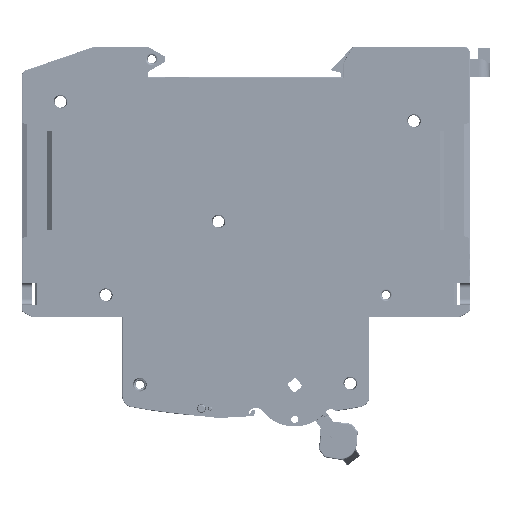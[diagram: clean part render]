
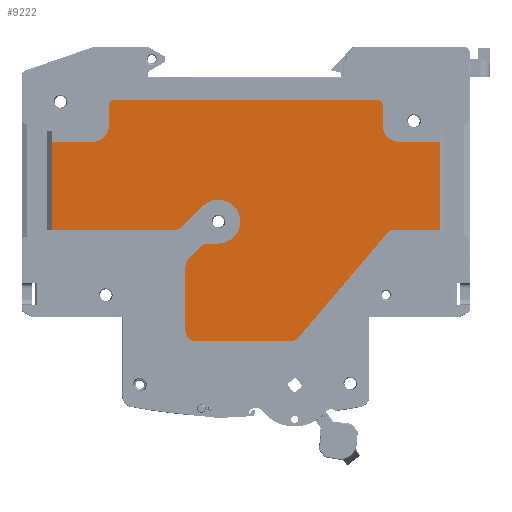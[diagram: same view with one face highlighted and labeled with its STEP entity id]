
A CAD part, front view. The second image highlights one B-rep face of the part: STEP entity #9222.
In plain terms, the highlighted face is planar.
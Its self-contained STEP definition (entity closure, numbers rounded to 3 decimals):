
#5808=FACE_OUTER_BOUND('',#15250,.T.);
#9222=ADVANCED_FACE('',(#5808),#12204,.T.);
#12204=PLANE('',#69522);
#15250=EDGE_LOOP('',(#26781,#26782,#26783,#26784,#26785,#26786,#26787,#26788,
#26789,#26790,#26791,#26792,#26793,#26794,#26795,#26796,#26797,#26798,#26799,
#26800,#26801,#26802,#26803,#26804,#26805,#26806));
#18606=CIRCLE('',#69511,2.);
#18607=CIRCLE('',#69512,4.);
#18608=CIRCLE('',#69513,2.);
#18609=CIRCLE('',#69514,2.);
#18610=CIRCLE('',#69515,2.);
#18611=CIRCLE('',#69516,2.);
#18612=CIRCLE('',#69517,2.);
#18613=CIRCLE('',#69518,3.);
#18614=CIRCLE('',#69519,1.);
#18615=CIRCLE('',#69520,1.);
#18616=CIRCLE('',#69521,3.);
#26781=ORIENTED_EDGE('',*,*,#48686,.T.);
#26782=ORIENTED_EDGE('',*,*,#48687,.T.);
#26783=ORIENTED_EDGE('',*,*,#48688,.T.);
#26784=ORIENTED_EDGE('',*,*,#48689,.T.);
#26785=ORIENTED_EDGE('',*,*,#48690,.T.);
#26786=ORIENTED_EDGE('',*,*,#48691,.T.);
#26787=ORIENTED_EDGE('',*,*,#48692,.T.);
#26788=ORIENTED_EDGE('',*,*,#48693,.T.);
#26789=ORIENTED_EDGE('',*,*,#48694,.T.);
#26790=ORIENTED_EDGE('',*,*,#48695,.T.);
#26791=ORIENTED_EDGE('',*,*,#48696,.T.);
#26792=ORIENTED_EDGE('',*,*,#48697,.T.);
#26793=ORIENTED_EDGE('',*,*,#48698,.T.);
#26794=ORIENTED_EDGE('',*,*,#48699,.T.);
#26795=ORIENTED_EDGE('',*,*,#48700,.T.);
#26796=ORIENTED_EDGE('',*,*,#48701,.T.);
#26797=ORIENTED_EDGE('',*,*,#48702,.T.);
#26798=ORIENTED_EDGE('',*,*,#48703,.T.);
#26799=ORIENTED_EDGE('',*,*,#48704,.T.);
#26800=ORIENTED_EDGE('',*,*,#48705,.T.);
#26801=ORIENTED_EDGE('',*,*,#48706,.T.);
#26802=ORIENTED_EDGE('',*,*,#48707,.T.);
#26803=ORIENTED_EDGE('',*,*,#48708,.T.);
#26804=ORIENTED_EDGE('',*,*,#48709,.T.);
#26805=ORIENTED_EDGE('',*,*,#48710,.T.);
#26806=ORIENTED_EDGE('',*,*,#48685,.T.);
#41454=VERTEX_POINT('',#102992);
#41455=VERTEX_POINT('',#102994);
#41456=VERTEX_POINT('',#102998);
#41457=VERTEX_POINT('',#103000);
#41458=VERTEX_POINT('',#103002);
#41459=VERTEX_POINT('',#103004);
#41460=VERTEX_POINT('',#103006);
#41461=VERTEX_POINT('',#103008);
#41462=VERTEX_POINT('',#103010);
#41463=VERTEX_POINT('',#103012);
#41464=VERTEX_POINT('',#103014);
#41465=VERTEX_POINT('',#103016);
#41466=VERTEX_POINT('',#103018);
#41467=VERTEX_POINT('',#103020);
#41468=VERTEX_POINT('',#103022);
#41469=VERTEX_POINT('',#103024);
#41470=VERTEX_POINT('',#103026);
#41471=VERTEX_POINT('',#103028);
#41472=VERTEX_POINT('',#103030);
#41473=VERTEX_POINT('',#103032);
#41474=VERTEX_POINT('',#103034);
#41475=VERTEX_POINT('',#103036);
#41476=VERTEX_POINT('',#103038);
#41477=VERTEX_POINT('',#103040);
#41478=VERTEX_POINT('',#103042);
#41479=VERTEX_POINT('',#103044);
#48685=EDGE_CURVE('',#41454,#41455,#56656,.T.);
#48686=EDGE_CURVE('',#41455,#41456,#56657,.T.);
#48687=EDGE_CURVE('',#41456,#41457,#18606,.T.);
#48688=EDGE_CURVE('',#41457,#41458,#56658,.T.);
#48689=EDGE_CURVE('',#41458,#41459,#18607,.T.);
#48690=EDGE_CURVE('',#41459,#41460,#56659,.T.);
#48691=EDGE_CURVE('',#41460,#41461,#18608,.T.);
#48692=EDGE_CURVE('',#41461,#41462,#56660,.T.);
#48693=EDGE_CURVE('',#41462,#41463,#18609,.T.);
#48694=EDGE_CURVE('',#41463,#41464,#56661,.T.);
#48695=EDGE_CURVE('',#41464,#41465,#18610,.T.);
#48696=EDGE_CURVE('',#41465,#41466,#56662,.T.);
#48697=EDGE_CURVE('',#41466,#41467,#18611,.T.);
#48698=EDGE_CURVE('',#41467,#41468,#56663,.T.);
#48699=EDGE_CURVE('',#41468,#41469,#18612,.T.);
#48700=EDGE_CURVE('',#41469,#41470,#56664,.T.);
#48701=EDGE_CURVE('',#41470,#41471,#56665,.T.);
#48702=EDGE_CURVE('',#41471,#41472,#56666,.T.);
#48703=EDGE_CURVE('',#41472,#41473,#18613,.T.);
#48704=EDGE_CURVE('',#41473,#41474,#56667,.T.);
#48705=EDGE_CURVE('',#41474,#41475,#18614,.T.);
#48706=EDGE_CURVE('',#41475,#41476,#56668,.T.);
#48707=EDGE_CURVE('',#41476,#41477,#18615,.T.);
#48708=EDGE_CURVE('',#41477,#41478,#56669,.T.);
#48709=EDGE_CURVE('',#41478,#41479,#18616,.T.);
#48710=EDGE_CURVE('',#41479,#41454,#56670,.T.);
#56656=LINE('',#102995,#63139);
#56657=LINE('',#102997,#63140);
#56658=LINE('',#103001,#63141);
#56659=LINE('',#103005,#63142);
#56660=LINE('',#103009,#63143);
#56661=LINE('',#103013,#63144);
#56662=LINE('',#103017,#63145);
#56663=LINE('',#103021,#63146);
#56664=LINE('',#103025,#63147);
#56665=LINE('',#103027,#63148);
#56666=LINE('',#103029,#63149);
#56667=LINE('',#103033,#63150);
#56668=LINE('',#103037,#63151);
#56669=LINE('',#103041,#63152);
#56670=LINE('',#103045,#63153);
#63139=VECTOR('',#80007,1.);
#63140=VECTOR('',#80010,1.);
#63141=VECTOR('',#80013,1.);
#63142=VECTOR('',#80016,1.);
#63143=VECTOR('',#80019,1.);
#63144=VECTOR('',#80022,1.);
#63145=VECTOR('',#80025,1.);
#63146=VECTOR('',#80028,1.);
#63147=VECTOR('',#80031,1.);
#63148=VECTOR('',#80032,1.);
#63149=VECTOR('',#80033,1.);
#63150=VECTOR('',#80036,1.);
#63151=VECTOR('',#80039,1.);
#63152=VECTOR('',#80042,1.);
#63153=VECTOR('',#80045,1.);
#69511=AXIS2_PLACEMENT_3D('',#102999,#80011,#80012);
#69512=AXIS2_PLACEMENT_3D('',#103003,#80014,#80015);
#69513=AXIS2_PLACEMENT_3D('',#103007,#80017,#80018);
#69514=AXIS2_PLACEMENT_3D('',#103011,#80020,#80021);
#69515=AXIS2_PLACEMENT_3D('',#103015,#80023,#80024);
#69516=AXIS2_PLACEMENT_3D('',#103019,#80026,#80027);
#69517=AXIS2_PLACEMENT_3D('',#103023,#80029,#80030);
#69518=AXIS2_PLACEMENT_3D('',#103031,#80034,#80035);
#69519=AXIS2_PLACEMENT_3D('',#103035,#80037,#80038);
#69520=AXIS2_PLACEMENT_3D('',#103039,#80040,#80041);
#69521=AXIS2_PLACEMENT_3D('',#103043,#80043,#80044);
#69522=AXIS2_PLACEMENT_3D('',#103046,#80046,#80047);
#80007=DIRECTION('',(0.,0.,-1.));
#80010=DIRECTION('',(-1.,0.,0.));
#80011=DIRECTION('',(0.,1.,0.));
#80012=DIRECTION('',(0.,0.,-1.));
#80013=DIRECTION('',(-0.707,0.,0.707));
#80014=DIRECTION('',(0.,-1.,0.));
#80015=DIRECTION('',(0.707,0.,0.707));
#80016=DIRECTION('',(1.,0.,0.));
#80017=DIRECTION('',(0.,1.,0.));
#80018=DIRECTION('',(0.,0.,1.));
#80019=DIRECTION('',(0.707,0.,-0.707));
#80020=DIRECTION('',(0.,1.,0.));
#80021=DIRECTION('',(0.707,0.,0.707));
#80022=DIRECTION('',(0.,0.,-1.));
#80023=DIRECTION('',(0.,1.,0.));
#80024=DIRECTION('',(1.,0.,0.));
#80025=DIRECTION('',(-1.,0.,0.));
#80026=DIRECTION('',(0.,1.,0.));
#80027=DIRECTION('',(0.,0.,-1.));
#80028=DIRECTION('',(-0.648,0.,0.762));
#80029=DIRECTION('',(0.,-1.,0.));
#80030=DIRECTION('',(0.762,0.,0.648));
#80031=DIRECTION('',(-1.,0.,0.));
#80032=DIRECTION('',(0.,0.,1.));
#80033=DIRECTION('',(1.,0.,0.));
#80034=DIRECTION('',(0.,-1.,0.));
#80035=DIRECTION('',(0.,0.,-1.));
#80036=DIRECTION('',(0.,0.,1.));
#80037=DIRECTION('',(0.,1.,0.));
#80038=DIRECTION('',(-1.,0.,0.));
#80039=DIRECTION('',(1.,0.,0.));
#80040=DIRECTION('',(0.,1.,0.));
#80041=DIRECTION('',(0.,0.,1.));
#80042=DIRECTION('',(0.,0.,-1.));
#80043=DIRECTION('',(0.,-1.,0.));
#80044=DIRECTION('',(-1.,0.,0.));
#80045=DIRECTION('',(1.,0.,0.));
#80046=DIRECTION('',(0.,1.,0.));
#80047=DIRECTION('',(0.,0.,1.));
#102992=CARTESIAN_POINT('',(35.35,14.1,7.3));
#102994=CARTESIAN_POINT('',(35.35,14.1,-8.7));
#102995=CARTESIAN_POINT('',(35.35,14.1,7.3));
#102997=CARTESIAN_POINT('',(35.35,14.1,-8.7));
#102998=CARTESIAN_POINT('',(12.985,14.1,-8.7));
#102999=CARTESIAN_POINT('',(12.985,14.1,-6.7));
#103000=CARTESIAN_POINT('',(11.571,14.1,-8.114));
#103001=CARTESIAN_POINT('',(11.571,14.1,-8.114));
#103002=CARTESIAN_POINT('',(7.828,14.1,-4.372));
#103003=CARTESIAN_POINT('',(5.,14.1,-7.2));
#103004=CARTESIAN_POINT('',(5.,14.1,-11.2));
#103005=CARTESIAN_POINT('',(5.,14.1,-11.2));
#103006=CARTESIAN_POINT('',(6.757,14.1,-11.2));
#103007=CARTESIAN_POINT('',(6.757,14.1,-13.2));
#103008=CARTESIAN_POINT('',(8.172,14.1,-11.786));
#103009=CARTESIAN_POINT('',(8.172,14.1,-11.786));
#103010=CARTESIAN_POINT('',(10.414,14.1,-14.028));
#103011=CARTESIAN_POINT('',(9.,14.1,-15.443));
#103012=CARTESIAN_POINT('',(11.,14.1,-15.443));
#103013=CARTESIAN_POINT('',(11.,14.1,-15.443));
#103014=CARTESIAN_POINT('',(11.,14.1,-27.));
#103015=CARTESIAN_POINT('',(9.,14.1,-27.));
#103016=CARTESIAN_POINT('',(9.,14.1,-29.));
#103017=CARTESIAN_POINT('',(9.,14.1,-29.));
#103018=CARTESIAN_POINT('',(-8.075,14.1,-29.));
#103019=CARTESIAN_POINT('',(-8.075,14.1,-27.));
#103020=CARTESIAN_POINT('',(-9.599,14.1,-28.295));
#103021=CARTESIAN_POINT('',(-9.599,14.1,-28.295));
#103022=CARTESIAN_POINT('',(-25.651,14.1,-9.405));
#103023=CARTESIAN_POINT('',(-27.175,14.1,-10.7));
#103024=CARTESIAN_POINT('',(-27.175,14.1,-8.7));
#103025=CARTESIAN_POINT('',(-27.175,14.1,-8.7));
#103026=CARTESIAN_POINT('',(-35.35,14.1,-8.7));
#103027=CARTESIAN_POINT('',(-35.35,14.1,-8.7));
#103028=CARTESIAN_POINT('',(-35.35,14.1,7.3));
#103029=CARTESIAN_POINT('',(-35.35,14.1,7.3));
#103030=CARTESIAN_POINT('',(-27.921,14.1,7.3));
#103031=CARTESIAN_POINT('',(-27.921,14.1,10.3));
#103032=CARTESIAN_POINT('',(-24.921,14.1,10.3));
#103033=CARTESIAN_POINT('',(-24.921,14.1,10.3));
#103034=CARTESIAN_POINT('',(-24.921,14.1,14.));
#103035=CARTESIAN_POINT('',(-23.921,14.1,14.));
#103036=CARTESIAN_POINT('',(-23.921,14.1,15.));
#103037=CARTESIAN_POINT('',(-23.921,14.1,15.));
#103038=CARTESIAN_POINT('',(23.921,14.1,15.));
#103039=CARTESIAN_POINT('',(23.921,14.1,14.));
#103040=CARTESIAN_POINT('',(24.921,14.1,14.));
#103041=CARTESIAN_POINT('',(24.921,14.1,14.));
#103042=CARTESIAN_POINT('',(24.921,14.1,10.3));
#103043=CARTESIAN_POINT('',(27.921,14.1,10.3));
#103044=CARTESIAN_POINT('',(27.921,14.1,7.3));
#103045=CARTESIAN_POINT('',(27.921,14.1,7.3));
#103046=CARTESIAN_POINT('',(0.,14.1,0.));
